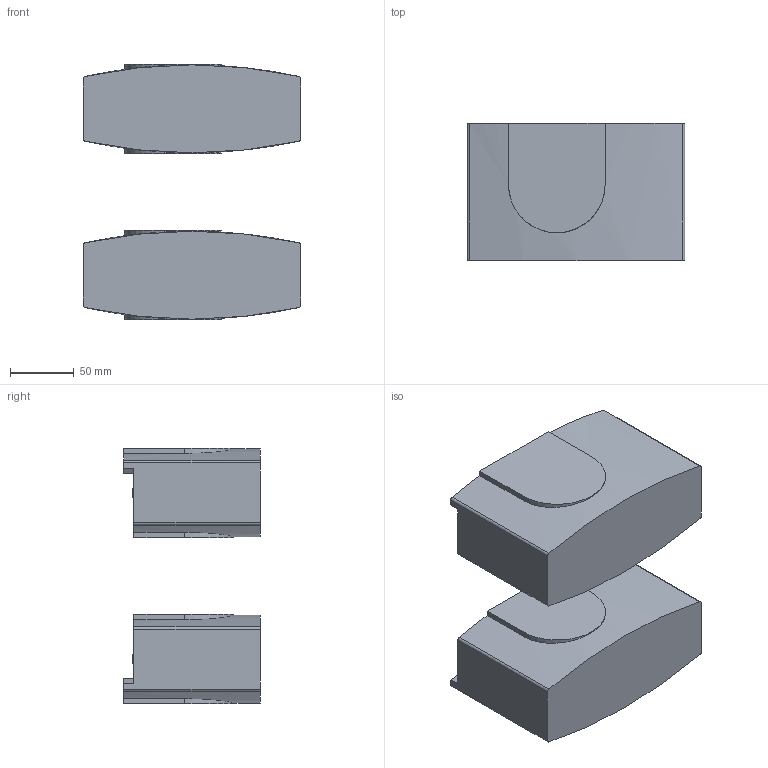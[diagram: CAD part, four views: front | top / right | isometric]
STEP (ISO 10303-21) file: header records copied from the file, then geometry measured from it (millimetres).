
FILE_DESCRIPTION(('STEP AP214'),'1');
FILE_NAME('cctmp_8ABCAC7F-FB69-4ABE-86A4-7BF3EB9A4CE0_2024_04_19_09_27_36_0416_13392..stp','2024-04-19T07:27:36',('Bosch Rexroth AG'),('CADClick - www.CADClick.com'),'Spatial InterOp 3D',' ','unknown authorization - (Healing Option Enabled)');
FILE_SCHEMA(('AUTOMOTIVE_DESIGN'));
Length unit declared in the file: millimetre
Products named in the file (2): 1; 2
Bounding box: 170 x 107 x 200 mm (x, y, z)
Volume: 2182074.7 mm3; surface area: 138344.6 mm2
Topology: 2 solids, 2 shells, 56 faces, 156 edges, 104 vertices
Faces by surface type: plane 40, cylinder 16
Entity records: 2559 total; most frequent: CARTESIAN_POINT 598, ORIENTED_EDGE 312, DIRECTION 300, EDGE_CURVE 156, LINE 120, VECTOR 120, VERTEX_POINT 104, AXIS2_PLACEMENT_3D 90
